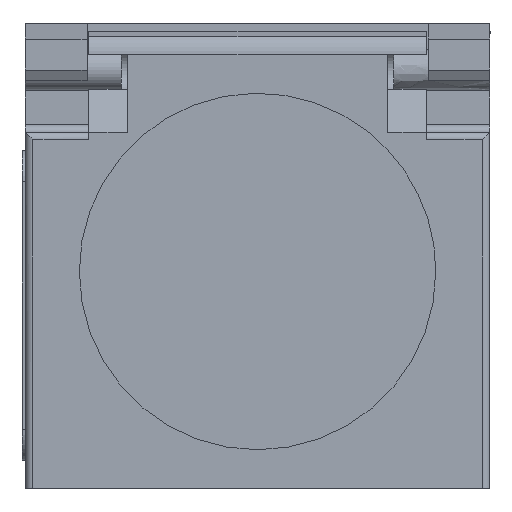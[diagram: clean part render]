
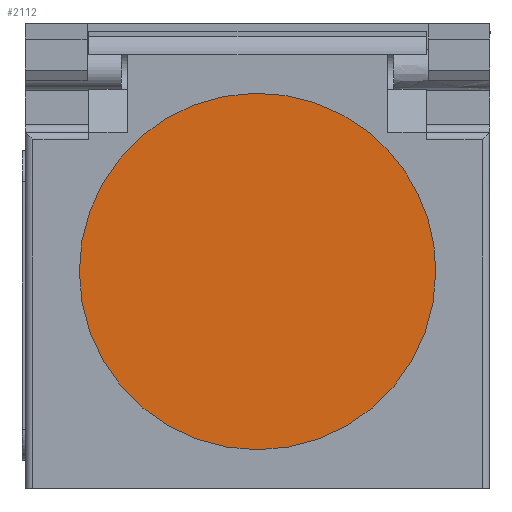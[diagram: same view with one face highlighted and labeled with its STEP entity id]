
A CAD part, front view. The second image highlights one B-rep face of the part: STEP entity #2112.
In plain terms, the highlighted planar face has unit normal (0, -1, 0).
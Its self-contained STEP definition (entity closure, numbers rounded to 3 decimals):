
#207=CARTESIAN_POINT('',(26.502,0.,14.));
#208=VERTEX_POINT('',#207);
#217=CARTESIAN_POINT('',(3.498,0.,14.));
#218=VERTEX_POINT('',#217);
#219=CARTESIAN_POINT('',(15.0,0.,14.));
#220=DIRECTION('',(0.0,-1.0,0.0));
#221=DIRECTION('',(1.0,0.0,0.0));
#222=AXIS2_PLACEMENT_3D('',#219,#220,#221);
#223=CIRCLE('',#222,11.502);
#224=EDGE_CURVE('',#218,#208,#223,.T.);
#2083=CARTESIAN_POINT('',(22.162,0.,23.));
#2084=VERTEX_POINT('',#2083);
#2085=CARTESIAN_POINT('',(15.0,0.,14.));
#2086=DIRECTION('',(0.0,-1.0,0.0));
#2087=DIRECTION('',(1.0,0.0,0.0));
#2088=AXIS2_PLACEMENT_3D('',#2085,#2086,#2087);
#2089=CIRCLE('',#2088,11.502);
#2090=EDGE_CURVE('',#2084,#218,#2089,.T.);
#2092=CARTESIAN_POINT('',(15.0,0.,14.));
#2093=DIRECTION('',(0.0,-1.0,0.0));
#2094=DIRECTION('',(1.0,0.0,0.0));
#2095=AXIS2_PLACEMENT_3D('',#2092,#2093,#2094);
#2096=CIRCLE('',#2095,11.502);
#2097=EDGE_CURVE('',#208,#2084,#2096,.T.);
#2102=CARTESIAN_POINT('',(14.911,0.,4.125));
#2103=DIRECTION('',(0.0,-1.0,0.0));
#2104=DIRECTION('',(0.0,0.0,1.0));
#2105=AXIS2_PLACEMENT_3D('',#2102,#2103,#2104);
#2106=PLANE('',#2105);
#2107=ORIENTED_EDGE('',*,*,#2090,.T.);
#2108=ORIENTED_EDGE('',*,*,#224,.T.);
#2109=ORIENTED_EDGE('',*,*,#2097,.T.);
#2110=EDGE_LOOP('',(#2107,#2108,#2109));
#2111=FACE_OUTER_BOUND('',#2110,.T.);
#2112=ADVANCED_FACE('',(#2111),#2106,.T.);
